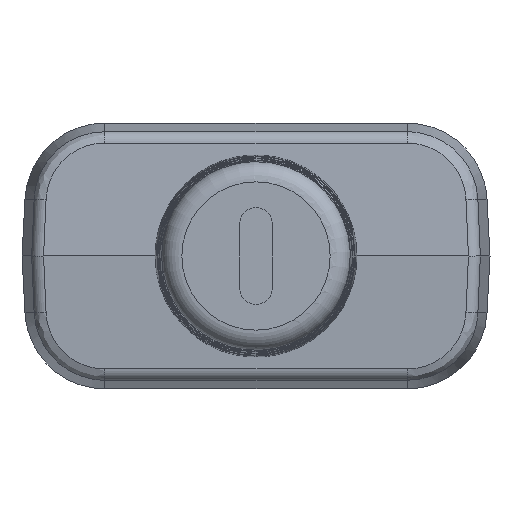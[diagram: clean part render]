
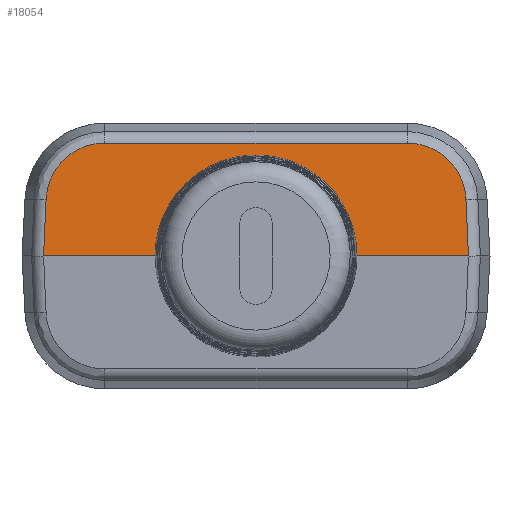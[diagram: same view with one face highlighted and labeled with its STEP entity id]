
A CAD part, front view. The second image highlights one B-rep face of the part: STEP entity #18054.
In plain terms, the highlighted face is planar.
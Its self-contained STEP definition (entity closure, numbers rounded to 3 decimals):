
#500=PLANE('',#19199);
#1337=B_SPLINE_CURVE_WITH_KNOTS('',3,(#33571,#33572,#33573,#33574,#33575,
#33576,#33577,#33578,#33579,#33580,#33581,#33582,#33583,#33584,#33585,#33586,
#33587,#33588,#33589),.UNSPECIFIED.,.F.,.F.,(4,3,3,3,3,3,4),(0.,0.25,0.375,
0.5,0.625,0.75,1.),.UNSPECIFIED.);
#1338=B_SPLINE_CURVE_WITH_KNOTS('',3,(#33601,#33602,#33603,#33604,#33605,
#33606,#33607,#33608,#33609,#33610,#33611,#33612,#33613,#33614,#33615,#33616,
#33617,#33618,#33619),.UNSPECIFIED.,.F.,.F.,(4,3,3,3,3,3,4),(0.,0.672,
1.009,1.345,1.681,2.017,2.69),
 .UNSPECIFIED.);
#2067=LINE('',#33198,#3801);
#2068=LINE('',#33200,#3802);
#2069=LINE('',#33201,#3803);
#2073=LINE('',#33238,#3807);
#2084=LINE('',#33600,#3818);
#3801=VECTOR('',#20719,10.);
#3802=VECTOR('',#20722,10.);
#3803=VECTOR('',#20723,10.);
#3807=VECTOR('',#20735,10.);
#3818=VECTOR('',#20778,10.);
#5318=ELLIPSE('',#18880,2.501,2.498);
#5609=FACE_OUTER_BOUND('',#6635,.T.);
#6635=EDGE_LOOP('',(#13460,#13461,#13462,#13463,#13464,#13465,#13466,#13467));
#7730=VERTEX_POINT('',#23659);
#7731=VERTEX_POINT('',#23660);
#8052=VERTEX_POINT('',#31018);
#8061=VERTEX_POINT('',#33130);
#8068=VERTEX_POINT('',#33196);
#8071=VERTEX_POINT('',#33234);
#8084=VERTEX_POINT('',#33569);
#8087=VERTEX_POINT('',#33599);
#9484=EDGE_CURVE('',#7730,#7731,#5318,.T.);
#10089=EDGE_CURVE('',#8068,#8052,#2067,.T.);
#10090=EDGE_CURVE('',#7730,#8052,#2068,.T.);
#10091=EDGE_CURVE('',#8061,#7731,#2069,.T.);
#10098=EDGE_CURVE('',#8061,#8071,#2073,.T.);
#10118=EDGE_CURVE('',#8084,#8068,#1337,.T.);
#10123=EDGE_CURVE('',#8087,#8084,#2084,.T.);
#10124=EDGE_CURVE('',#8071,#8087,#1338,.T.);
#13460=ORIENTED_EDGE('',*,*,#10089,.F.);
#13461=ORIENTED_EDGE('',*,*,#10118,.F.);
#13462=ORIENTED_EDGE('',*,*,#10123,.F.);
#13463=ORIENTED_EDGE('',*,*,#10124,.F.);
#13464=ORIENTED_EDGE('',*,*,#10098,.F.);
#13465=ORIENTED_EDGE('',*,*,#10091,.T.);
#13466=ORIENTED_EDGE('',*,*,#9484,.F.);
#13467=ORIENTED_EDGE('',*,*,#10090,.T.);
#18054=ADVANCED_FACE('',(#5609),#500,.T.);
#18880=AXIS2_PLACEMENT_3D('',#23661,#19904,#19905);
#19199=AXIS2_PLACEMENT_3D('',#33598,#20776,#20777);
#19904=DIRECTION('center_axis',(0.,-0.052,
-0.999));
#19905=DIRECTION('ref_axis',(0.,0.999,-0.052));
#20719=DIRECTION('',(0.044,0.998,-0.052));
#20722=DIRECTION('',(1.,0.,0.));
#20723=DIRECTION('',(1.,0.,0.));
#20735=DIRECTION('',(0.044,-0.998,0.052));
#20776=DIRECTION('center_axis',(0.,-0.052,-0.999));
#20777=DIRECTION('ref_axis',(1.,0.,0.));
#20778=DIRECTION('',(1.,0.,0.));
#23659=CARTESIAN_POINT('',(2.498,0.,-17.612));
#23660=CARTESIAN_POINT('',(-2.498,0.,-17.612));
#23661=CARTESIAN_POINT('Origin',(0.,-0.002,
-17.612));
#31018=CARTESIAN_POINT('',(5.254,0.,-17.612));
#33130=CARTESIAN_POINT('',(-5.254,0.,-17.612));
#33196=CARTESIAN_POINT('',(5.193,-1.398,-17.539));
#33198=CARTESIAN_POINT('',(5.193,-1.398,-17.539));
#33200=CARTESIAN_POINT('',(2.498,0.,-17.612));
#33201=CARTESIAN_POINT('',(-5.254,0.,-17.612));
#33234=CARTESIAN_POINT('',(-5.193,-1.398,-17.539));
#33238=CARTESIAN_POINT('',(-5.254,0.,-17.612));
#33569=CARTESIAN_POINT('',(3.735,-2.793,-17.466));
#33571=CARTESIAN_POINT('Ctrl Pts',(3.735,-2.793,-17.466));
#33572=CARTESIAN_POINT('Ctrl Pts',(3.921,-2.793,-17.466));
#33573=CARTESIAN_POINT('Ctrl Pts',(4.107,-2.758,-17.468));
#33574=CARTESIAN_POINT('Ctrl Pts',(4.28,-2.69,-17.471));
#33575=CARTESIAN_POINT('Ctrl Pts',(4.367,-2.655,-17.473));
#33576=CARTESIAN_POINT('Ctrl Pts',(4.449,-2.613,-17.475));
#33577=CARTESIAN_POINT('Ctrl Pts',(4.527,-2.563,-17.478));
#33578=CARTESIAN_POINT('Ctrl Pts',(4.605,-2.513,-17.481));
#33579=CARTESIAN_POINT('Ctrl Pts',(4.679,-2.455,-17.484));
#33580=CARTESIAN_POINT('Ctrl Pts',(4.746,-2.391,-17.487));
#33581=CARTESIAN_POINT('Ctrl Pts',(4.813,-2.326,-17.49));
#33582=CARTESIAN_POINT('Ctrl Pts',(4.873,-2.256,-17.494));
#33583=CARTESIAN_POINT('Ctrl Pts',(4.927,-2.181,-17.498));
#33584=CARTESIAN_POINT('Ctrl Pts',(4.98,-2.105,-17.502));
#33585=CARTESIAN_POINT('Ctrl Pts',(5.027,-2.023,-17.506));
#33586=CARTESIAN_POINT('Ctrl Pts',(5.065,-1.938,-17.511));
#33587=CARTESIAN_POINT('Ctrl Pts',(5.141,-1.77,-17.52));
#33588=CARTESIAN_POINT('Ctrl Pts',(5.184,-1.585,-17.529));
#33589=CARTESIAN_POINT('Ctrl Pts',(5.193,-1.398,-17.539));
#33598=CARTESIAN_POINT('Origin',(-6.306,0.281,-17.627));
#33599=CARTESIAN_POINT('',(-3.735,-2.793,-17.466));
#33600=CARTESIAN_POINT('',(-3.735,-2.793,-17.466));
#33601=CARTESIAN_POINT('Ctrl Pts',(-5.193,-1.398,
-17.539));
#33602=CARTESIAN_POINT('Ctrl Pts',(-5.184,-1.584,
-17.529));
#33603=CARTESIAN_POINT('Ctrl Pts',(-5.142,-1.767,
-17.52));
#33604=CARTESIAN_POINT('Ctrl Pts',(-5.065,-1.937,
-17.511));
#33605=CARTESIAN_POINT('Ctrl Pts',(-5.027,-2.022,
-17.506));
#33606=CARTESIAN_POINT('Ctrl Pts',(-4.982,-2.103,
-17.502));
#33607=CARTESIAN_POINT('Ctrl Pts',(-4.928,-2.178,
-17.498));
#33608=CARTESIAN_POINT('Ctrl Pts',(-4.875,-2.254,-17.494));
#33609=CARTESIAN_POINT('Ctrl Pts',(-4.814,-2.326,-17.49));
#33610=CARTESIAN_POINT('Ctrl Pts',(-4.747,-2.39,
-17.487));
#33611=CARTESIAN_POINT('Ctrl Pts',(-4.68,-2.454,
-17.484));
#33612=CARTESIAN_POINT('Ctrl Pts',(-4.607,-2.511,
-17.481));
#33613=CARTESIAN_POINT('Ctrl Pts',(-4.529,-2.561,
-17.478));
#33614=CARTESIAN_POINT('Ctrl Pts',(-4.451,-2.612,
-17.475));
#33615=CARTESIAN_POINT('Ctrl Pts',(-4.367,-2.655,
-17.473));
#33616=CARTESIAN_POINT('Ctrl Pts',(-4.281,-2.689,
-17.471));
#33617=CARTESIAN_POINT('Ctrl Pts',(-4.109,-2.758,
-17.468));
#33618=CARTESIAN_POINT('Ctrl Pts',(-3.923,-2.793,
-17.466));
#33619=CARTESIAN_POINT('Ctrl Pts',(-3.735,-2.793,
-17.466));
